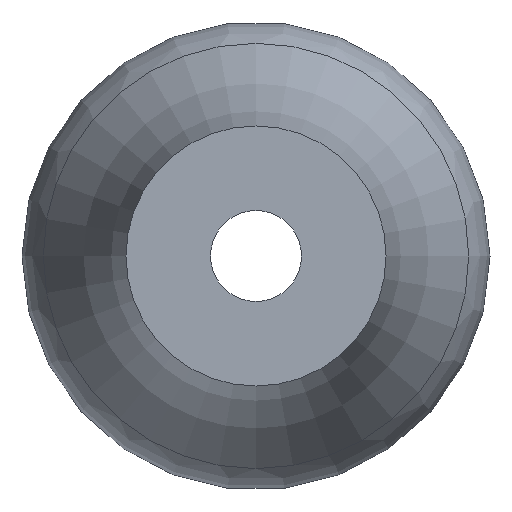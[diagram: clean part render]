
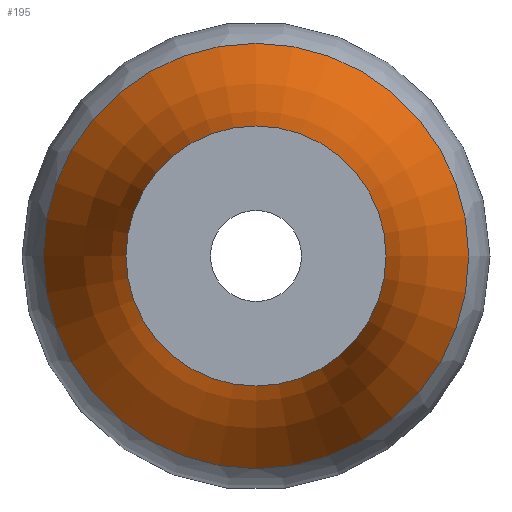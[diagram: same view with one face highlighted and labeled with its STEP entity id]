
A CAD part, left-side view. The second image highlights one B-rep face of the part: STEP entity #195.
In plain terms, the highlighted toroidal (fillet/blend) face has major radius 28.739 mm and minor radius 23.829 mm.
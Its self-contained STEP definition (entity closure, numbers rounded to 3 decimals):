
#4 = VERTEX_POINT ( 'NONE', #157 ) ;
#7 = EDGE_CURVE ( 'NONE', #98, #98, #119, .T. ) ;
#14 = CIRCLE ( 'NONE', #105, 8.177 ) ;
#21 = DIRECTION ( 'NONE',  ( 0., 1., 0. ) ) ;
#27 = DIRECTION ( 'NONE',  ( 1., 0., 0. ) ) ;
#42 = DIRECTION ( 'NONE',  ( 0., 1., 0. ) ) ;
#45 = AXIS2_PLACEMENT_3D ( 'NONE', #173, #205, #42 ) ;
#46 = EDGE_LOOP ( 'NONE', ( #127 ) ) ;
#54 = FACE_OUTER_BOUND ( 'NONE', #46, .T. ) ;
#63 = TOROIDAL_SURFACE ( 'NONE', #45, 28.739, 23.83 ) ;
#68 = FACE_OUTER_BOUND ( 'NONE', #203, .T. ) ;
#73 = DIRECTION ( 'NONE',  ( 1., 0., 0. ) ) ;
#94 = AXIS2_PLACEMENT_3D ( 'NONE', #107, #73, #21 ) ;
#98 = VERTEX_POINT ( 'NONE', #200 ) ;
#105 = AXIS2_PLACEMENT_3D ( 'NONE', #126, #27, #141 ) ;
#107 = CARTESIAN_POINT ( 'NONE',  ( 0., 0., 0. ) ) ;
#111 = EDGE_CURVE ( 'NONE', #4, #4, #14, .T. ) ;
#119 = CIRCLE ( 'NONE', #94, 5. ) ;
#126 = CARTESIAN_POINT ( 'NONE',  ( 9.967, 0., 0. ) ) ;
#127 = ORIENTED_EDGE ( 'NONE', *, *, #7, .T. ) ;
#141 = DIRECTION ( 'NONE',  ( 0., 1., 0. ) ) ;
#154 = ORIENTED_EDGE ( 'NONE', *, *, #111, .F. ) ;
#157 = CARTESIAN_POINT ( 'NONE',  ( 9.967, 8.177, 0. ) ) ;
#173 = CARTESIAN_POINT ( 'NONE',  ( -2.077, 0., 0. ) ) ;
#195 = ADVANCED_FACE ( 'NONE', ( #54, #68 ), #63, .F. ) ;
#200 = CARTESIAN_POINT ( 'NONE',  ( 0., 5., 0. ) ) ;
#203 = EDGE_LOOP ( 'NONE', ( #154 ) ) ;
#205 = DIRECTION ( 'NONE',  ( 1., 0., 0. ) ) ;
